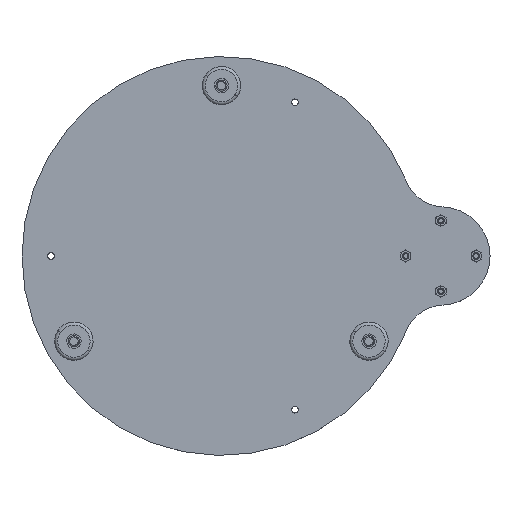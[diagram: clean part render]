
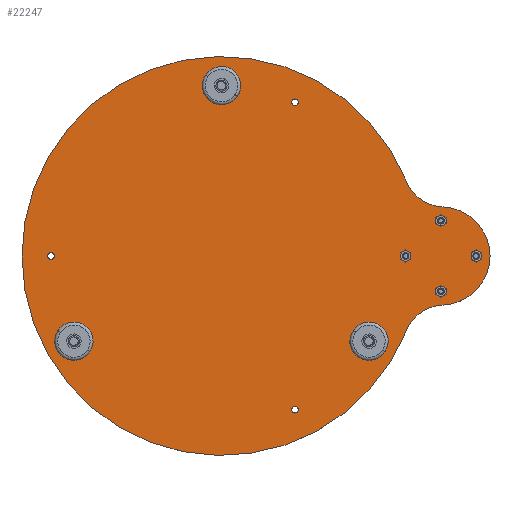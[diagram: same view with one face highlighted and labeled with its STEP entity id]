
A CAD part, top view. The second image highlights one B-rep face of the part: STEP entity #22247.
In plain terms, the highlighted face is planar.
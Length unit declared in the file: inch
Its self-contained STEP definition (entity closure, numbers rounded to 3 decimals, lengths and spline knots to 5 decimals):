
#21740=CARTESIAN_POINT('',(2.21,0.,-4.62402));
#21741=DIRECTION('',(0.,-1.,0.));
#21742=DIRECTION('',(1.,0.,0.));
#21743=AXIS2_PLACEMENT_3D('',#21740,#21741,#21742);
#21745=CARTESIAN_POINT('',(2.21,0.,-4.62402));
#21746=DIRECTION('',(0.,-1.,0.));
#21747=DIRECTION('',(-1.,0.,0.));
#21748=AXIS2_PLACEMENT_3D('',#21745,#21746,#21747);
#21750=CARTESIAN_POINT('',(-5.125,0.,0.));
#21751=DIRECTION('',(0.,-1.,0.));
#21752=DIRECTION('',(1.,0.,0.));
#21753=AXIS2_PLACEMENT_3D('',#21750,#21751,#21752);
#21755=CARTESIAN_POINT('',(-5.125,0.,0.));
#21756=DIRECTION('',(0.,-1.,0.));
#21757=DIRECTION('',(-1.,0.,0.));
#21758=AXIS2_PLACEMENT_3D('',#21755,#21756,#21757);
#21760=CARTESIAN_POINT('',(2.21,0.,4.62402));
#21761=DIRECTION('',(0.,-1.,0.));
#21762=DIRECTION('',(1.,0.,0.));
#21763=AXIS2_PLACEMENT_3D('',#21760,#21761,#21762);
#21765=CARTESIAN_POINT('',(2.21,0.,4.62402));
#21766=DIRECTION('',(0.,-1.,0.));
#21767=DIRECTION('',(-1.,0.,0.));
#21768=AXIS2_PLACEMENT_3D('',#21765,#21766,#21767);
#21770=CARTESIAN_POINT('',(0.,0.,0.));
#21771=DIRECTION('',(0.,1.,0.));
#21772=DIRECTION('',(0.927,0.,-0.376));
#21773=AXIS2_PLACEMENT_3D('',#21770,#21771,#21772);
#21775=CARTESIAN_POINT('',(6.71881,0.,2.72397));
#21776=DIRECTION('',(0.,-1.,0.));
#21777=DIRECTION('',(-0.927,0.,-0.376));
#21778=AXIS2_PLACEMENT_3D('',#21775,#21776,#21777);
#21780=CARTESIAN_POINT('',(6.6015,0.,0.));
#21781=DIRECTION('',(0.,1.,0.));
#21782=DIRECTION('',(0.043,0.,0.999));
#21783=AXIS2_PLACEMENT_3D('',#21780,#21781,#21782);
#21785=CARTESIAN_POINT('',(6.71881,0.,-2.72397));
#21786=DIRECTION('',(0.,-1.,0.));
#21787=DIRECTION('',(-0.043,0.,0.999));
#21788=AXIS2_PLACEMENT_3D('',#21785,#21786,#21787);
#21790=CARTESIAN_POINT('',(7.664,0.,0.));
#21791=DIRECTION('',(0.,1.,0.));
#21792=DIRECTION('',(1.,0.,0.));
#21793=AXIS2_PLACEMENT_3D('',#21790,#21791,#21792);
#21795=CARTESIAN_POINT('',(7.664,0.,0.));
#21796=DIRECTION('',(0.,1.,0.));
#21797=DIRECTION('',(-1.,0.,0.));
#21798=AXIS2_PLACEMENT_3D('',#21795,#21796,#21797);
#21800=CARTESIAN_POINT('',(6.6015,0.,-1.0625));
#21801=DIRECTION('',(0.,1.,0.));
#21802=DIRECTION('',(0.,0.,-1.));
#21803=AXIS2_PLACEMENT_3D('',#21800,#21801,#21802);
#21805=CARTESIAN_POINT('',(6.6015,0.,-1.0625));
#21806=DIRECTION('',(0.,1.,0.));
#21807=DIRECTION('',(0.,0.,1.));
#21808=AXIS2_PLACEMENT_3D('',#21805,#21806,#21807);
#21810=CARTESIAN_POINT('',(5.539,0.,0.));
#21811=DIRECTION('',(0.,1.,0.));
#21812=DIRECTION('',(-1.,0.,0.));
#21813=AXIS2_PLACEMENT_3D('',#21810,#21811,#21812);
#21815=CARTESIAN_POINT('',(5.539,0.,0.));
#21816=DIRECTION('',(0.,1.,0.));
#21817=DIRECTION('',(1.,0.,0.));
#21818=AXIS2_PLACEMENT_3D('',#21815,#21816,#21817);
#21820=CARTESIAN_POINT('',(6.6015,0.,1.0625));
#21821=DIRECTION('',(0.,1.,0.));
#21822=DIRECTION('',(0.,0.,1.));
#21823=AXIS2_PLACEMENT_3D('',#21820,#21821,#21822);
#21825=CARTESIAN_POINT('',(6.6015,0.,1.0625));
#21826=DIRECTION('',(0.,1.,0.));
#21827=DIRECTION('',(0.,0.,-1.));
#21828=AXIS2_PLACEMENT_3D('',#21825,#21826,#21827);
#21830=CARTESIAN_POINT('',(4.43838,0.,-2.5625));
#21831=DIRECTION('',(0.,1.,0.));
#21832=DIRECTION('',(1.,0.,0.));
#21833=AXIS2_PLACEMENT_3D('',#21830,#21831,#21832);
#21835=CARTESIAN_POINT('',(4.43838,0.,-2.5625));
#21836=DIRECTION('',(0.,1.,0.));
#21837=DIRECTION('',(-1.,0.,0.));
#21838=AXIS2_PLACEMENT_3D('',#21835,#21836,#21837);
#21840=CARTESIAN_POINT('',(-4.43838,0.,-2.5625));
#21841=DIRECTION('',(0.,1.,0.));
#21842=DIRECTION('',(1.,0.,0.));
#21843=AXIS2_PLACEMENT_3D('',#21840,#21841,#21842);
#21845=CARTESIAN_POINT('',(-4.43838,0.,-2.5625));
#21846=DIRECTION('',(0.,1.,0.));
#21847=DIRECTION('',(-1.,0.,0.));
#21848=AXIS2_PLACEMENT_3D('',#21845,#21846,#21847);
#21850=CARTESIAN_POINT('',(0.,0.,5.125));
#21851=DIRECTION('',(0.,1.,0.));
#21852=DIRECTION('',(1.,0.,0.));
#21853=AXIS2_PLACEMENT_3D('',#21850,#21851,#21852);
#21855=CARTESIAN_POINT('',(0.,0.,5.125));
#21856=DIRECTION('',(0.,1.,0.));
#21857=DIRECTION('',(-1.,0.,0.));
#21858=AXIS2_PLACEMENT_3D('',#21855,#21856,#21857);
#22076=CARTESIAN_POINT('',(2.31,0.,-4.62402));
#22077=CARTESIAN_POINT('',(2.11,0.,-4.62402));
#22078=VERTEX_POINT('',#22076);
#22079=VERTEX_POINT('',#22077);
#22080=CARTESIAN_POINT('',(-5.025,0.,0.));
#22081=CARTESIAN_POINT('',(-5.225,0.,0.));
#22082=VERTEX_POINT('',#22080);
#22083=VERTEX_POINT('',#22081);
#22084=CARTESIAN_POINT('',(2.31,0.,4.62402));
#22085=CARTESIAN_POINT('',(2.11,0.,4.62402));
#22086=VERTEX_POINT('',#22084);
#22087=VERTEX_POINT('',#22085);
#22088=CARTESIAN_POINT('',(5.5604,0.,-2.25432));
#22089=CARTESIAN_POINT('',(5.5604,0.,2.25432));
#22090=VERTEX_POINT('',#22088);
#22091=VERTEX_POINT('',#22089);
#22092=CARTESIAN_POINT('',(6.66503,0.,1.47513));
#22093=VERTEX_POINT('',#22092);
#22094=CARTESIAN_POINT('',(6.66503,0.,-1.47513));
#22095=VERTEX_POINT('',#22094);
#22116=CARTESIAN_POINT('',(4.53888,0.,-2.5625));
#22117=CARTESIAN_POINT('',(4.33788,0.,-2.5625));
#22118=VERTEX_POINT('',#22116);
#22119=VERTEX_POINT('',#22117);
#22124=CARTESIAN_POINT('',(-4.33788,0.,-2.5625));
#22125=CARTESIAN_POINT('',(-4.53888,0.,-2.5625));
#22126=VERTEX_POINT('',#22124);
#22127=VERTEX_POINT('',#22125);
#22132=CARTESIAN_POINT('',(0.1005,0.,5.125));
#22133=CARTESIAN_POINT('',(-0.1005,0.,5.125));
#22134=VERTEX_POINT('',#22132);
#22135=VERTEX_POINT('',#22133);
#22140=CARTESIAN_POINT('',(7.764,0.,0.));
#22141=CARTESIAN_POINT('',(7.564,0.,0.));
#22142=VERTEX_POINT('',#22140);
#22143=VERTEX_POINT('',#22141);
#22148=CARTESIAN_POINT('',(6.6015,0.,-1.1625));
#22149=CARTESIAN_POINT('',(6.6015,0.,-0.9625));
#22150=VERTEX_POINT('',#22148);
#22151=VERTEX_POINT('',#22149);
#22156=CARTESIAN_POINT('',(5.439,0.,0.));
#22157=CARTESIAN_POINT('',(5.639,0.,0.));
#22158=VERTEX_POINT('',#22156);
#22159=VERTEX_POINT('',#22157);
#22164=CARTESIAN_POINT('',(6.6015,0.,1.1625));
#22165=CARTESIAN_POINT('',(6.6015,0.,0.9625));
#22166=VERTEX_POINT('',#22164);
#22167=VERTEX_POINT('',#22165);
#22172=CARTESIAN_POINT('',(0.,0.,0.));
#22173=DIRECTION('',(0.,1.,0.));
#22174=DIRECTION('',(1.,0.,0.));
#22175=AXIS2_PLACEMENT_3D('',#22172,#22173,#22174);
#22176=PLANE('',#22175);
#22178=ORIENTED_EDGE('',*,*,#22177,.T.);
#22180=ORIENTED_EDGE('',*,*,#22179,.T.);
#22182=ORIENTED_EDGE('',*,*,#22181,.T.);
#22184=ORIENTED_EDGE('',*,*,#22183,.T.);
#22185=EDGE_LOOP('',(#22178,#22180,#22182,#22184));
#22186=FACE_OUTER_BOUND('',#22185,.F.);
#22188=ORIENTED_EDGE('',*,*,#22187,.T.);
#22190=ORIENTED_EDGE('',*,*,#22189,.T.);
#22191=EDGE_LOOP('',(#22188,#22190));
#22192=FACE_BOUND('',#22191,.F.);
#22194=ORIENTED_EDGE('',*,*,#22193,.T.);
#22196=ORIENTED_EDGE('',*,*,#22195,.T.);
#22197=EDGE_LOOP('',(#22194,#22196));
#22198=FACE_BOUND('',#22197,.F.);
#22200=ORIENTED_EDGE('',*,*,#22199,.T.);
#22202=ORIENTED_EDGE('',*,*,#22201,.T.);
#22203=EDGE_LOOP('',(#22200,#22202));
#22204=FACE_BOUND('',#22203,.F.);
#22206=ORIENTED_EDGE('',*,*,#22205,.F.);
#22208=ORIENTED_EDGE('',*,*,#22207,.F.);
#22209=EDGE_LOOP('',(#22206,#22208));
#22210=FACE_BOUND('',#22209,.F.);
#22212=ORIENTED_EDGE('',*,*,#22211,.F.);
#22214=ORIENTED_EDGE('',*,*,#22213,.F.);
#22215=EDGE_LOOP('',(#22212,#22214));
#22216=FACE_BOUND('',#22215,.F.);
#22218=ORIENTED_EDGE('',*,*,#22217,.F.);
#22220=ORIENTED_EDGE('',*,*,#22219,.F.);
#22221=EDGE_LOOP('',(#22218,#22220));
#22222=FACE_BOUND('',#22221,.F.);
#22224=ORIENTED_EDGE('',*,*,#22223,.F.);
#22226=ORIENTED_EDGE('',*,*,#22225,.F.);
#22227=EDGE_LOOP('',(#22224,#22226));
#22228=FACE_BOUND('',#22227,.F.);
#22230=ORIENTED_EDGE('',*,*,#22229,.F.);
#22232=ORIENTED_EDGE('',*,*,#22231,.F.);
#22233=EDGE_LOOP('',(#22230,#22232));
#22234=FACE_BOUND('',#22233,.F.);
#22236=ORIENTED_EDGE('',*,*,#22235,.F.);
#22238=ORIENTED_EDGE('',*,*,#22237,.F.);
#22239=EDGE_LOOP('',(#22236,#22238));
#22240=FACE_BOUND('',#22239,.F.);
#22242=ORIENTED_EDGE('',*,*,#22241,.F.);
#22244=ORIENTED_EDGE('',*,*,#22243,.F.);
#22245=EDGE_LOOP('',(#22242,#22244));
#22246=FACE_BOUND('',#22245,.F.);
#22247=ADVANCED_FACE('',(#22186,#22192,#22198,#22204,#22210,#22216,#22222,
#22228,#22234,#22240,#22246),#22176,.F.);
#21744=CIRCLE('',#21743,0.1);
#21749=CIRCLE('',#21748,0.1);
#21754=CIRCLE('',#21753,0.1);
#21759=CIRCLE('',#21758,0.1);
#21764=CIRCLE('',#21763,0.1);
#21769=CIRCLE('',#21768,0.1);
#21774=CIRCLE('',#21773,6.);
#21779=CIRCLE('',#21778,1.25);
#21784=CIRCLE('',#21783,1.4765);
#21789=CIRCLE('',#21788,1.25);
#21794=CIRCLE('',#21793,0.1);
#21799=CIRCLE('',#21798,0.1);
#21804=CIRCLE('',#21803,0.1);
#21809=CIRCLE('',#21808,0.1);
#21814=CIRCLE('',#21813,0.1);
#21819=CIRCLE('',#21818,0.1);
#21824=CIRCLE('',#21823,0.1);
#21829=CIRCLE('',#21828,0.1);
#21834=CIRCLE('',#21833,0.1005);
#21839=CIRCLE('',#21838,0.1005);
#21844=CIRCLE('',#21843,0.1005);
#21849=CIRCLE('',#21848,0.1005);
#21854=CIRCLE('',#21853,0.1005);
#21859=CIRCLE('',#21858,0.1005);
#22177=EDGE_CURVE('',#22090,#22091,#21774,.T.);
#22179=EDGE_CURVE('',#22091,#22093,#21779,.T.);
#22181=EDGE_CURVE('',#22093,#22095,#21784,.T.);
#22183=EDGE_CURVE('',#22095,#22090,#21789,.T.);
#22187=EDGE_CURVE('',#22082,#22083,#21754,.T.);
#22189=EDGE_CURVE('',#22083,#22082,#21759,.T.);
#22193=EDGE_CURVE('',#22086,#22087,#21764,.T.);
#22195=EDGE_CURVE('',#22087,#22086,#21769,.T.);
#22199=EDGE_CURVE('',#22078,#22079,#21744,.T.);
#22201=EDGE_CURVE('',#22079,#22078,#21749,.T.);
#22205=EDGE_CURVE('',#22142,#22143,#21794,.T.);
#22207=EDGE_CURVE('',#22143,#22142,#21799,.T.);
#22211=EDGE_CURVE('',#22150,#22151,#21804,.T.);
#22213=EDGE_CURVE('',#22151,#22150,#21809,.T.);
#22217=EDGE_CURVE('',#22158,#22159,#21814,.T.);
#22219=EDGE_CURVE('',#22159,#22158,#21819,.T.);
#22223=EDGE_CURVE('',#22166,#22167,#21824,.T.);
#22225=EDGE_CURVE('',#22167,#22166,#21829,.T.);
#22229=EDGE_CURVE('',#22118,#22119,#21834,.T.);
#22231=EDGE_CURVE('',#22119,#22118,#21839,.T.);
#22235=EDGE_CURVE('',#22126,#22127,#21844,.T.);
#22237=EDGE_CURVE('',#22127,#22126,#21849,.T.);
#22241=EDGE_CURVE('',#22134,#22135,#21854,.T.);
#22243=EDGE_CURVE('',#22135,#22134,#21859,.T.);
